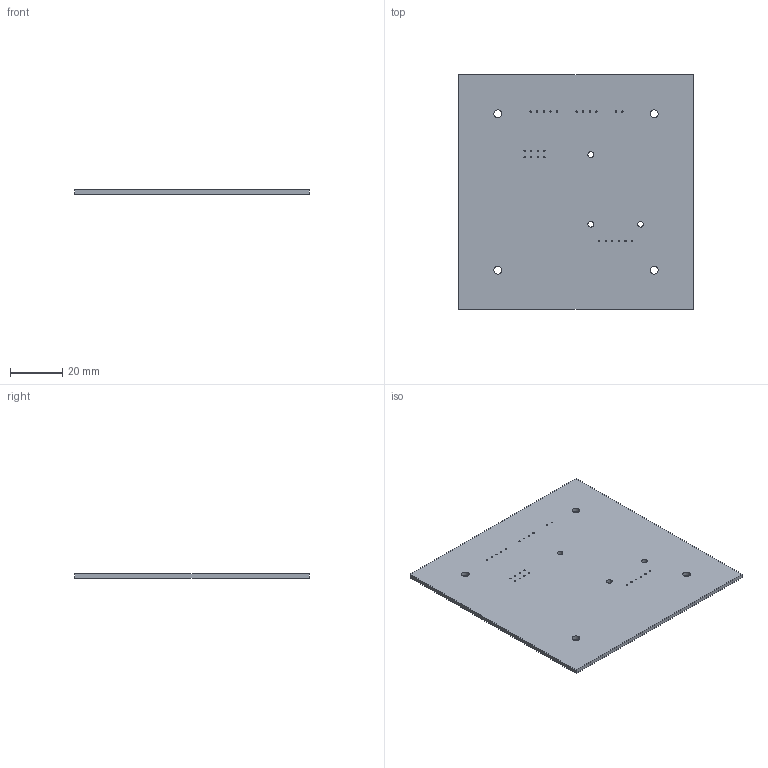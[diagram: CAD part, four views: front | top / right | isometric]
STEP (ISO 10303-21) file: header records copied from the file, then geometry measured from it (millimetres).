
FILE_DESCRIPTION (( 'STEP AP203' ), '1' );
FILE_NAME ('Board_1.step_Default_sldprt.STEP', '2025-04-23T09:07:05', ( '' ), ( '' ), 'SwSTEP 2.0', 'SolidWorks 2024', '' );
FILE_SCHEMA (( 'CONFIG_CONTROL_DESIGN' ));
Length unit declared in the file: millimetre
Products named in the file (1): Board_1.step_Default_sldprt
Bounding box: 89.97 x 89.97 x 1.6 mm (x, y, z)
Volume: 12881.6 mm3; surface area: 16833.9 mm2
Topology: 1 solids, 1 shells, 70 faces, 204 edges, 136 vertices
Faces by surface type: cylinder 64, plane 6
Entity records: 2601 total; most frequent: DIRECTION 474, CARTESIAN_POINT 411, ORIENTED_EDGE 408, EDGE_CURVE 204, AXIS2_PLACEMENT_3D 199, VERTEX_POINT 136, EDGE_LOOP 134, CIRCLE 128
